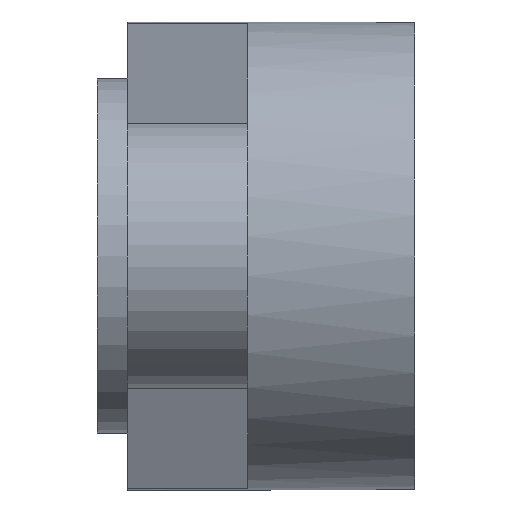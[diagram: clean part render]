
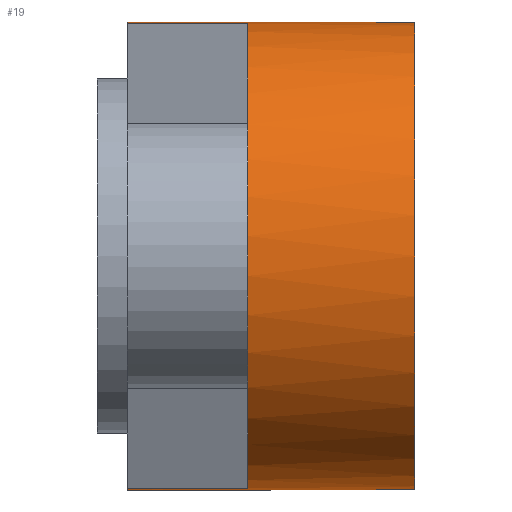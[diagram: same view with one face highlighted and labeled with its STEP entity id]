
A CAD part, left-side view. The second image highlights one B-rep face of the part: STEP entity #19.
In plain terms, the highlighted cylindrical face has radius 3.5 mm (diameter 7 mm), a partial arc.
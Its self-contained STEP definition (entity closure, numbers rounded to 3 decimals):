
#19 = ADVANCED_FACE ( 'NONE', ( #574 ), #561, .T. ) ;
#54 = CARTESIAN_POINT ( 'NONE',  ( -0.42, 1.8, 3.475 ) ) ;
#55 = CARTESIAN_POINT ( 'NONE',  ( 0., -2.5, -3.5 ) ) ;
#57 = CARTESIAN_POINT ( 'NONE',  ( 0., -2.5, 3.5 ) ) ;
#65 = CARTESIAN_POINT ( 'NONE',  ( -0.42, 1.8, -3.475 ) ) ;
#83 = CARTESIAN_POINT ( 'NONE',  ( 0., 1.8, 3.5 ) ) ;
#93 = DIRECTION ( 'NONE',  ( 0., -1., 0. ) ) ;
#145 = CARTESIAN_POINT ( 'NONE',  ( 0., -19.458, 3.5 ) ) ;
#192 = CARTESIAN_POINT ( 'NONE',  ( 0., -19.458, -3.5 ) ) ;
#239 = DIRECTION ( 'NONE',  ( 0., -1., 0. ) ) ;
#240 = DIRECTION ( 'NONE',  ( 0., 0., -1. ) ) ;
#241 = DIRECTION ( 'NONE',  ( 0., -1., 0. ) ) ;
#252 = CARTESIAN_POINT ( 'NONE',  ( 0., 0., 0. ) ) ;
#301 = CIRCLE ( 'NONE', #916, 3.5 ) ;
#343 = CIRCLE ( 'NONE', #940, 3.5 ) ;
#375 = LINE ( 'NONE', #192, #381 ) ;
#376 = VECTOR ( 'NONE', #93, 1000. ) ;
#380 = LINE ( 'NONE', #145, #376 ) ;
#381 = VECTOR ( 'NONE', #239, 1000. ) ;
#449 = VECTOR ( 'NONE', #1173, 1000. ) ;
#450 = LINE ( 'NONE', #1174, #449 ) ;
#458 = LINE ( 'NONE', #1195, #463 ) ;
#463 = VECTOR ( 'NONE', #1187, 1000. ) ;
#466 = CIRCLE ( 'NONE', #976, 3.5 ) ;
#472 = CIRCLE ( 'NONE', #978, 3.5 ) ;
#561 = CYLINDRICAL_SURFACE ( 'NONE', #1010, 3.5 ) ;
#574 = FACE_OUTER_BOUND ( 'NONE', #651, .T. ) ;
#651 = EDGE_LOOP ( 'NONE', ( #836, #837, #838, #839, #841, #842, #843, #844 ) ) ;
#836 = ORIENTED_EDGE ( 'NONE', *, *, #1094, .F. ) ;
#837 = ORIENTED_EDGE ( 'NONE', *, *, #1036, .F. ) ;
#838 = ORIENTED_EDGE ( 'NONE', *, *, #1050, .F. ) ;
#839 = ORIENTED_EDGE ( 'NONE', *, *, #1109, .T. ) ;
#841 = ORIENTED_EDGE ( 'NONE', *, *, #1046, .T. ) ;
#842 = ORIENTED_EDGE ( 'NONE', *, *, #1498, .F. ) ;
#843 = ORIENTED_EDGE ( 'NONE', *, *, #1096, .T. ) ;
#844 = ORIENTED_EDGE ( 'NONE', *, *, #1040, .F. ) ;
#880 = DIRECTION ( 'NONE',  ( 0., 0., 1. ) ) ;
#883 = DIRECTION ( 'NONE',  ( 0., 1., 0. ) ) ;
#890 = CARTESIAN_POINT ( 'NONE',  ( 0., 1.8, 0. ) ) ;
#916 = AXIS2_PLACEMENT_3D ( 'NONE', #890, #883, #880 ) ;
#940 = AXIS2_PLACEMENT_3D ( 'NONE', #252, #241, #240 ) ;
#976 = AXIS2_PLACEMENT_3D ( 'NONE', #1211, #1210, #1209 ) ;
#978 = AXIS2_PLACEMENT_3D ( 'NONE', #1245, #1225, #1224 ) ;
#1010 = AXIS2_PLACEMENT_3D ( 'NONE', #1400, #1401, #1405 ) ;
#1036 = EDGE_CURVE ( 'NONE', #1295, #1332, #472, .T. ) ;
#1040 = EDGE_CURVE ( 'NONE', #1321, #1312, #466, .T. ) ;
#1046 = EDGE_CURVE ( 'NONE', #1256, #1310, #458, .T. ) ;
#1050 = EDGE_CURVE ( 'NONE', #1246, #1295, #450, .T. ) ;
#1094 = EDGE_CURVE ( 'NONE', #1332, #1321, #380, .T. ) ;
#1096 = EDGE_CURVE ( 'NONE', #1276, #1312, #375, .T. ) ;
#1109 = EDGE_CURVE ( 'NONE', #1246, #1256, #343, .T. ) ;
#1173 = DIRECTION ( 'NONE',  ( 0., 1., 0. ) ) ;
#1174 = CARTESIAN_POINT ( 'NONE',  ( -0.42, -2.5, 3.475 ) ) ;
#1187 = DIRECTION ( 'NONE',  ( 0., 1., 0. ) ) ;
#1195 = CARTESIAN_POINT ( 'NONE',  ( -0.42, -2.5, -3.475 ) ) ;
#1209 = DIRECTION ( 'NONE',  ( 0., 0., -1. ) ) ;
#1210 = DIRECTION ( 'NONE',  ( 0., -1., 0. ) ) ;
#1211 = CARTESIAN_POINT ( 'NONE',  ( 0., -2.5, 0. ) ) ;
#1224 = DIRECTION ( 'NONE',  ( 0., 0., 1. ) ) ;
#1225 = DIRECTION ( 'NONE',  ( 0., 1., 0. ) ) ;
#1245 = CARTESIAN_POINT ( 'NONE',  ( 0., 1.8, 0. ) ) ;
#1246 = VERTEX_POINT ( 'NONE', #1453 ) ;
#1256 = VERTEX_POINT ( 'NONE', #1449 ) ;
#1276 = VERTEX_POINT ( 'NONE', #1444 ) ;
#1295 = VERTEX_POINT ( 'NONE', #54 ) ;
#1310 = VERTEX_POINT ( 'NONE', #65 ) ;
#1312 = VERTEX_POINT ( 'NONE', #55 ) ;
#1321 = VERTEX_POINT ( 'NONE', #57 ) ;
#1332 = VERTEX_POINT ( 'NONE', #83 ) ;
#1400 = CARTESIAN_POINT ( 'NONE',  ( 0., -19.458, 0. ) ) ;
#1401 = DIRECTION ( 'NONE',  ( 0., -1., 0. ) ) ;
#1405 = DIRECTION ( 'NONE',  ( 0., 0., -1. ) ) ;
#1444 = CARTESIAN_POINT ( 'NONE',  ( 0., 1.8, -3.5 ) ) ;
#1449 = CARTESIAN_POINT ( 'NONE',  ( -0.42, 0., -3.475 ) ) ;
#1453 = CARTESIAN_POINT ( 'NONE',  ( -0.42, 0., 3.475 ) ) ;
#1498 = EDGE_CURVE ( 'NONE', #1276, #1310, #301, .T. ) ;
